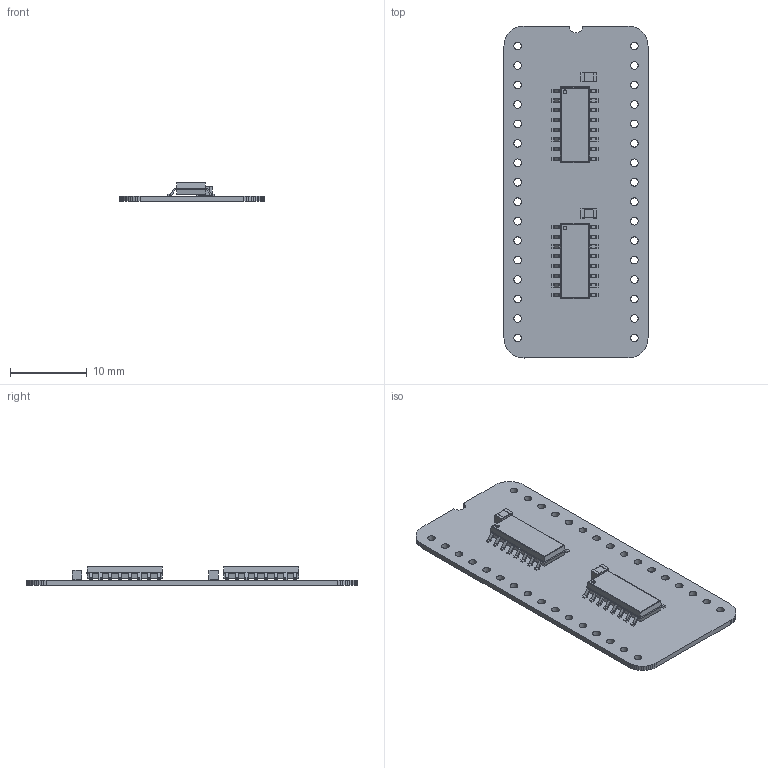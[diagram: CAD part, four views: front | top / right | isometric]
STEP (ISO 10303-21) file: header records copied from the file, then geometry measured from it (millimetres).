
FILE_DESCRIPTION(('KiCad electronic assembly'),'2;1');
FILE_NAME('Selector 1-of-4 4bit.step','2024-03-10T09:39:32',('Pcbnew'),( 'Kicad'),'Open CASCADE STEP processor 7.6','KiCad to STEP converter' ,'Unknown');
FILE_SCHEMA(('AUTOMOTIVE_DESIGN { 1 0 10303 214 1 1 1 1 }'));
Length unit declared in the file: millimetre
Products named in the file (6): Selector 1-of-4 4bit 1; QS3253S1G; COMPOUND; C_0805_2012Metric; SOLID; Selector 1-of-4 4bit PCB
Assembly tree (7 placements, depth 3):
  Selector 1-of-4 4bit 1
    QS3253S1G  x2
      COMPOUND
    C_0805_2012Metric  x2
      SOLID
    Selector 1-of-4 4bit PCB
Bounding box: 18.8 x 43.33 x 2.46 mm (x, y, z)
Volume: 657.5 mm3; surface area: 2032 mm2
Topology: 37 solids, 37 shells, 626 faces, 1606 edges, 1060 vertices
Faces by surface type: plane 456, cylinder 170
Full cylindrical faces by diameter (mm): 0.487 x2, 1 x32
Entity records: 24557 total; most frequent: CARTESIAN_POINT 4761, DIRECTION 3675, LINE 2477, VECTOR 2477, ORIENTED_EDGE 1918, PCURVE 1918, DEFINITIONAL_REPRESENTATION 1918, EDGE_CURVE 959
